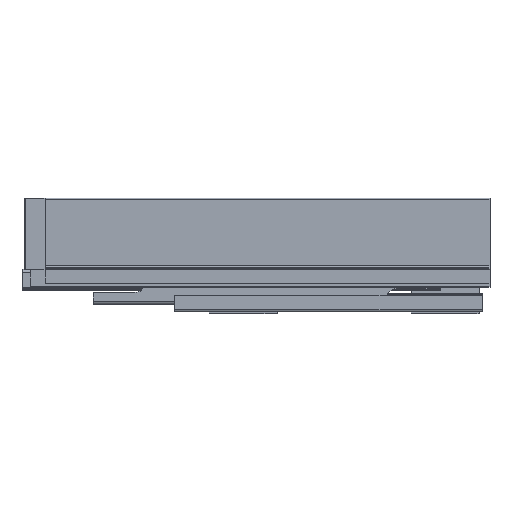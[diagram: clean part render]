
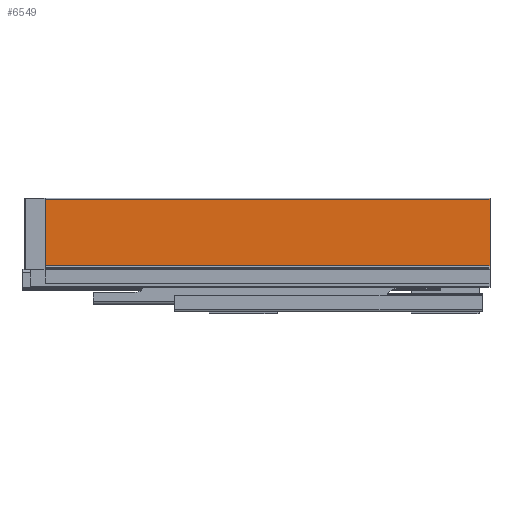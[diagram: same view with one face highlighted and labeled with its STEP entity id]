
A CAD part, top view. The second image highlights one B-rep face of the part: STEP entity #6549.
In plain terms, the highlighted planar face has unit normal (0, 0, 1).
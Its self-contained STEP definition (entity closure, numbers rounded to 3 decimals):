
#13 = LINE ( 'NONE', #2298, #1010 ) ;
#167 = CARTESIAN_POINT ( 'NONE',  ( -442., 84., 14. ) ) ;
#414 = VECTOR ( 'NONE', #2235, 1000. ) ;
#474 = EDGE_CURVE ( 'NONE', #4003, #4436, #8092, .T. ) ;
#873 = CARTESIAN_POINT ( 'NONE',  ( -425.5, 84., 14. ) ) ;
#1010 = VECTOR ( 'NONE', #2908, 1000. ) ;
#1625 = CARTESIAN_POINT ( 'NONE',  ( 0., 20.5, 14. ) ) ;
#2235 = DIRECTION ( 'NONE',  ( 1., 0., 0. ) ) ;
#2263 = LINE ( 'NONE', #873, #7395 ) ;
#2298 = CARTESIAN_POINT ( 'NONE',  ( -442., 84., 14. ) ) ;
#2363 = AXIS2_PLACEMENT_3D ( 'NONE', #167, #3020, #4342 ) ;
#2619 = VECTOR ( 'NONE', #6923, 1000. ) ;
#2661 = CARTESIAN_POINT ( 'NONE',  ( 0., 20.5, 14. ) ) ;
#2908 = DIRECTION ( 'NONE',  ( 1., 0., 0. ) ) ;
#3020 = DIRECTION ( 'NONE',  ( 0., 0., 1. ) ) ;
#3105 = ORIENTED_EDGE ( 'NONE', *, *, #474, .F. ) ;
#3471 = CARTESIAN_POINT ( 'NONE',  ( -425.5, 84., 14. ) ) ;
#3823 = LINE ( 'NONE', #1625, #414 ) ;
#3943 = VERTEX_POINT ( 'NONE', #3471 ) ;
#4003 = VERTEX_POINT ( 'NONE', #9173 ) ;
#4342 = DIRECTION ( 'NONE',  ( 0., -1., 0. ) ) ;
#4436 = VERTEX_POINT ( 'NONE', #2661 ) ;
#4769 = EDGE_LOOP ( 'NONE', ( #4988, #5556, #7114, #3105 ) ) ;
#4988 = ORIENTED_EDGE ( 'NONE', *, *, #5353, .F. ) ;
#5353 = EDGE_CURVE ( 'NONE', #3943, #4003, #13, .T. ) ;
#5556 = ORIENTED_EDGE ( 'NONE', *, *, #8575, .T. ) ;
#6067 = VERTEX_POINT ( 'NONE', #6966 ) ;
#6113 = EDGE_CURVE ( 'NONE', #6067, #4436, #3823, .T. ) ;
#6486 = PLANE ( 'NONE',  #2363 ) ;
#6549 = ADVANCED_FACE ( 'NONE', ( #6617 ), #6486, .T. ) ;
#6617 = FACE_OUTER_BOUND ( 'NONE', #4769, .T. ) ;
#6923 = DIRECTION ( 'NONE',  ( 0., -1., 0. ) ) ;
#6966 = CARTESIAN_POINT ( 'NONE',  ( -425.5, 20.5, 14. ) ) ;
#7114 = ORIENTED_EDGE ( 'NONE', *, *, #6113, .T. ) ;
#7395 = VECTOR ( 'NONE', #7411, 1000. ) ;
#7411 = DIRECTION ( 'NONE',  ( 0., -1., 0. ) ) ;
#8092 = LINE ( 'NONE', #8931, #2619 ) ;
#8575 = EDGE_CURVE ( 'NONE', #3943, #6067, #2263, .T. ) ;
#8931 = CARTESIAN_POINT ( 'NONE',  ( 0., 84., 14. ) ) ;
#9173 = CARTESIAN_POINT ( 'NONE',  ( 0., 84., 14. ) ) ;
